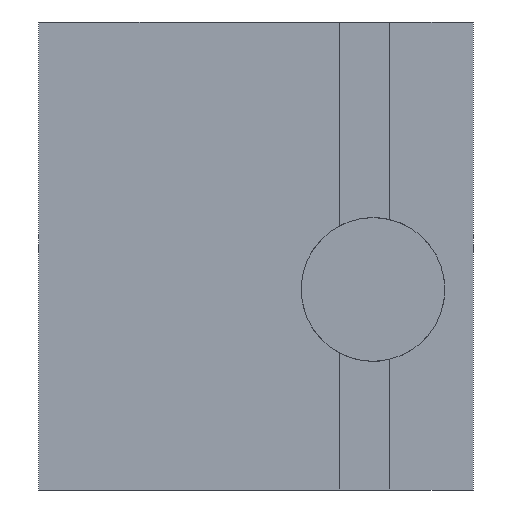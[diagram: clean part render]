
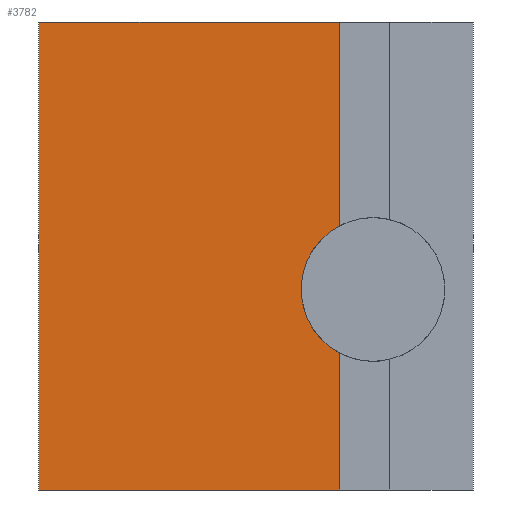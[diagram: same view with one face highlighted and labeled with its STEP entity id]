
A CAD part, left-side view. The second image highlights one B-rep face of the part: STEP entity #3782.
In plain terms, the highlighted planar face has unit normal (-1, 0, 0).
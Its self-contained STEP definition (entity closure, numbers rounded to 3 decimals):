
#2910=CARTESIAN_POINT('',(9.,21.,14.));
#2911=VERTEX_POINT('',#2910);
#2918=CARTESIAN_POINT('',(9.,12.,14.));
#2919=VERTEX_POINT('',#2918);
#2920=CARTESIAN_POINT('',(9.,21.,14.));
#2921=DIRECTION('',(0.,-1.,0.));
#2922=VECTOR('',#2921,9.);
#2923=LINE('',#2920,#2922);
#2924=EDGE_CURVE('',#2911,#2919,#2923,.T.);
#3320=CARTESIAN_POINT('',(9.,12.,7.903));
#3321=VERTEX_POINT('',#3320);
#3322=CARTESIAN_POINT('',(9.,12.,14.));
#3323=DIRECTION('',(0.,0.,-1.));
#3324=VECTOR('',#3323,6.097);
#3325=LINE('',#3322,#3324);
#3326=EDGE_CURVE('',#2919,#3321,#3325,.T.);
#3730=CARTESIAN_POINT('',(9.,21.,0.));
#3731=VERTEX_POINT('',#3730);
#3738=CARTESIAN_POINT('',(9.,21.,14.));
#3739=DIRECTION('',(0.,0.,-1.));
#3740=VECTOR('',#3739,14.);
#3741=LINE('',#3738,#3740);
#3742=EDGE_CURVE('',#2911,#3731,#3741,.T.);
#3749=CARTESIAN_POINT('',(9.,16.5,10.));
#3750=DIRECTION('',(1.,0.,0.));
#3751=DIRECTION('',(-0.,1.,0.));
#3752=AXIS2_PLACEMENT_3D('',#3749,#3750,#3751);
#3753=PLANE('',#3752);
#3754=CARTESIAN_POINT('',(9.,12.,4.097));
#3755=VERTEX_POINT('',#3754);
#3756=CARTESIAN_POINT('',(9.,12.,0.));
#3757=VERTEX_POINT('',#3756);
#3758=CARTESIAN_POINT('',(9.,12.,4.097));
#3759=DIRECTION('',(0.,0.,-1.));
#3760=VECTOR('',#3759,4.097);
#3761=LINE('',#3758,#3760);
#3762=EDGE_CURVE('',#3755,#3757,#3761,.T.);
#3763=ORIENTED_EDGE('',*,*,#3762,.F.);
#3764=CARTESIAN_POINT('',(9.,11.,6.));
#3765=DIRECTION('',(1.,0.,0.));
#3766=DIRECTION('',(-0.,1.,0.));
#3767=AXIS2_PLACEMENT_3D('',#3764,#3765,#3766);
#3768=CIRCLE('',#3767,2.15);
#3769=EDGE_CURVE('',#3755,#3321,#3768,.T.);
#3770=ORIENTED_EDGE('',*,*,#3769,.T.);
#3771=ORIENTED_EDGE('',*,*,#3326,.F.);
#3772=ORIENTED_EDGE('',*,*,#2924,.F.);
#3773=ORIENTED_EDGE('',*,*,#3742,.T.);
#3774=CARTESIAN_POINT('',(9.,21.,0.));
#3775=DIRECTION('',(0.,-1.,0.));
#3776=VECTOR('',#3775,9.);
#3777=LINE('',#3774,#3776);
#3778=EDGE_CURVE('',#3731,#3757,#3777,.T.);
#3779=ORIENTED_EDGE('',*,*,#3778,.T.);
#3780=EDGE_LOOP('',(#3763,#3770,#3771,#3772,#3773,#3779));
#3781=FACE_BOUND('',#3780,.T.);
#3782=ADVANCED_FACE('',(#3781),#3753,.F.);
